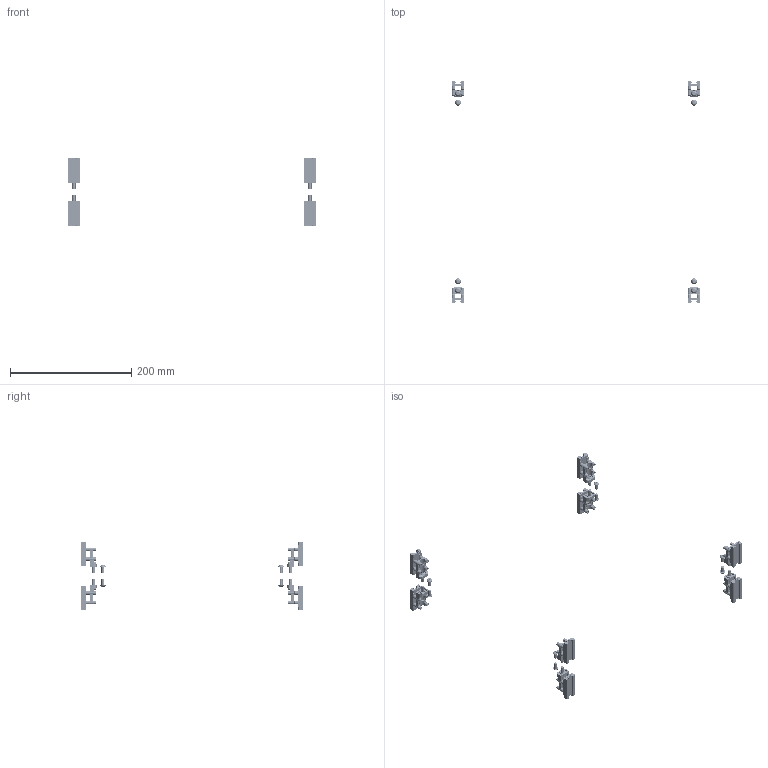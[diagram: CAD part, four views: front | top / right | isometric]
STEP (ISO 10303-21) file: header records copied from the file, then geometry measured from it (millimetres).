
FILE_DESCRIPTION(/* description */ ('','CAx-IF Rec.Pracs.---Representation and Presentation of Product Manufacturing Information (PMI)---4.0---2014-10-13'),/* implementation_level */ '2;1');
FILE_NAME(/* name */ '_40_SLM_V2_6mm_Z_joints_NP_NP_D.step',/* time_stamp */ '2025-01-28T17:10:11+01:00',/* author */ (''),/* organization */ (''),/* preprocessor_version */ 'ST-DEVELOPER v20',/* originating_system */ 'Autodesk Translation Framework v13.20.0.188',/* authorisation */ '');
FILE_SCHEMA (('AP242_MANAGED_MODEL_BASED_3D_ENGINEERING_MIM_LF { 1 0 10303 442 1 1 4 }'));
Length unit declared in the file: millimetre
Products named in the file (23): _40_SLM_V2_6mm_Z_joints_NP_NP_D; _SLM_V2_6mm_Z_joint_NP; _SLM_V2_6mm_Z_joint_hardware_NP; _SLM_V2_6mm_Z_joint_NP_1; _SLM_V2_6mm_Z_joint_hardware_NP_1; _SLM_V2_6mm_Z_joint_NP_2; _SLM_V2_6mm_Z_joint_hardware_NP_2; _SLM_V2_6mm_Z_joint_NP_3; _SLM_V2_6mm_Z_joint_hardware_NP_3; _SLM_V2_6mm_Z_joint_NP_4; _SLM_V2_6mm_Z_joint_hardware_NP_4; _SLM_V2_6mm_Z_joint_NP_5; _SLM_V2_6mm_Z_joint_hardware_NP_5; _SLM_V2_6mm_Z_joint_NP_6; _SLM_V2_6mm_Z_joint_hardware_NP_6; _SLM_V2_6mm_Z_joint_NP_7; SLM_V2_Z_joint; _MGN9H; _SLM_V2_6mm_Z_joint_hardware_NP_7; M3x16 SHCS; M5x16 BHCS; M3xD6x6 spacer; M5x10 BHCS
Assembly tree (112 placements, depth 4):
  _40_SLM_V2_6mm_Z_joints_NP_NP_D
    _SLM_V2_6mm_Z_joint_NP
      SLM_V2_Z_joint
      _MGN9H
      _SLM_V2_6mm_Z_joint_hardware_NP
        M3x16 SHCS  x4
        M5x16 BHCS
        M3xD6x6 spacer  x4
        M5x10 BHCS
    _SLM_V2_6mm_Z_joint_NP_1
      SLM_V2_Z_joint
      _MGN9H
      _SLM_V2_6mm_Z_joint_hardware_NP_1
        M3x16 SHCS  x4
        M5x16 BHCS
        M3xD6x6 spacer  x4
        M5x10 BHCS
    _SLM_V2_6mm_Z_joint_NP_2
      SLM_V2_Z_joint
      _MGN9H
      _SLM_V2_6mm_Z_joint_hardware_NP_2
        M3x16 SHCS  x4
        M5x16 BHCS
        M3xD6x6 spacer  x4
        M5x10 BHCS
    _SLM_V2_6mm_Z_joint_NP_3
      SLM_V2_Z_joint
      _MGN9H
      _SLM_V2_6mm_Z_joint_hardware_NP_3
        M3x16 SHCS  x4
        M5x16 BHCS
        M3xD6x6 spacer  x4
        M5x10 BHCS
    _SLM_V2_6mm_Z_joint_NP_4
      SLM_V2_Z_joint
      _MGN9H
      _SLM_V2_6mm_Z_joint_hardware_NP_4
        M3x16 SHCS  x4
        M5x16 BHCS
        M3xD6x6 spacer  x4
        M5x10 BHCS
    _SLM_V2_6mm_Z_joint_NP_5
      SLM_V2_Z_joint
      _MGN9H
      _SLM_V2_6mm_Z_joint_hardware_NP_5
        M3x16 SHCS  x4
        M5x16 BHCS
        M3xD6x6 spacer  x4
        M5x10 BHCS
    _SLM_V2_6mm_Z_joint_NP_6
      SLM_V2_Z_joint
      _MGN9H
      _SLM_V2_6mm_Z_joint_hardware_NP_6
        M3x16 SHCS  x4
        M5x16 BHCS
        M3xD6x6 spacer  x4
        M5x10 BHCS
    _SLM_V2_6mm_Z_joint_NP_7
      SLM_V2_Z_joint
      _MGN9H
Bounding box: 411 x 366.5 x 112.67 mm (x, y, z)
Volume: 73212.5 mm3; surface area: 76589.1 mm2
Topology: 160 solids, 160 shells, 5232 faces, 12536 edges, 7704 vertices
Faces by surface type: plane 2488, cylinder 1256, torus 432, bspline 416, cone 400, sphere 240
Full cylindrical faces by diameter (mm): 1.288 x40, 2.603 x32, 3 x64, 3.1 x32, 3.3 x32, 5 x16, 5.5 x40, 6 x32, 9.5 x16
Entity records: 19579 total; most frequent: CARTESIAN_POINT 4896, DIRECTION 3110, ORIENTED_EDGE 2796, EDGE_CURVE 1398, AXIS2_PLACEMENT_3D 1169, VERTEX_POINT 861, LINE 772, VECTOR 772
